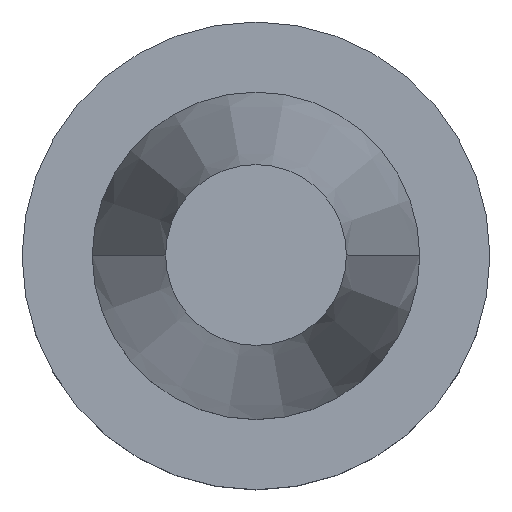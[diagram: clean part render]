
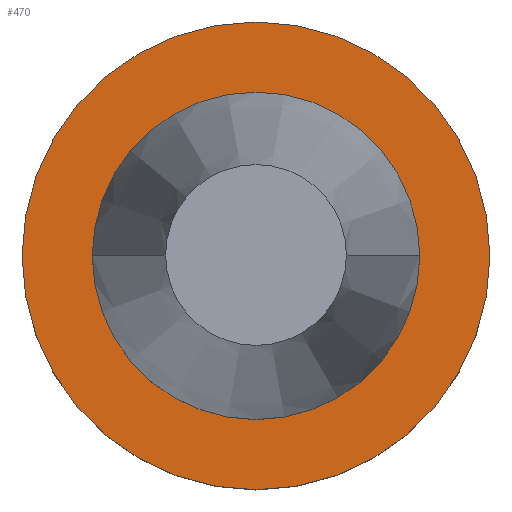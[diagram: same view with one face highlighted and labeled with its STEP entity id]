
A CAD part, top view. The second image highlights one B-rep face of the part: STEP entity #470.
In plain terms, the highlighted planar face has unit normal (0, 0, 1).
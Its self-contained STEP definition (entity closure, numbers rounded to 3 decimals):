
#17 = VERTEX_POINT ( 'NONE', #257 ) ;
#24 = EDGE_CURVE ( 'NONE', #479, #583, #49, .T. ) ;
#49 = CIRCLE ( 'NONE', #612, 22.225 ) ;
#80 = DIRECTION ( 'NONE',  ( 0., 0., 1. ) ) ;
#103 = EDGE_LOOP ( 'NONE', ( #487, #646 ) ) ;
#106 = AXIS2_PLACEMENT_3D ( 'NONE', #122, #303, #131 ) ;
#111 = DIRECTION ( 'NONE',  ( 1., 0., 0. ) ) ;
#122 = CARTESIAN_POINT ( 'NONE',  ( 0., 0., -3.175 ) ) ;
#129 = ORIENTED_EDGE ( 'NONE', *, *, #614, .F. ) ;
#131 = DIRECTION ( 'NONE',  ( 1., 0., 0. ) ) ;
#148 = CARTESIAN_POINT ( 'NONE',  ( 0., 0., -3.175 ) ) ;
#154 = PLANE ( 'NONE',  #547 ) ;
#164 = ORIENTED_EDGE ( 'NONE', *, *, #24, .F. ) ;
#191 = DIRECTION ( 'NONE',  ( 0., 0., 1. ) ) ;
#207 = DIRECTION ( 'NONE',  ( 1., 0., 0. ) ) ;
#209 = DIRECTION ( 'NONE',  ( -1., 0., 0. ) ) ;
#257 = CARTESIAN_POINT ( 'NONE',  ( -31.75, 0., -3.175 ) ) ;
#303 = DIRECTION ( 'NONE',  ( 0., 0., 1. ) ) ;
#362 = EDGE_CURVE ( 'NONE', #763, #17, #638, .T. ) ;
#365 = EDGE_LOOP ( 'NONE', ( #164, #129 ) ) ;
#445 = EDGE_CURVE ( 'NONE', #17, #763, #711, .T. ) ;
#470 = ADVANCED_FACE ( 'NONE', ( #567, #762 ), #154, .F. ) ;
#479 = VERTEX_POINT ( 'NONE', #512 ) ;
#483 = CARTESIAN_POINT ( 'NONE',  ( 0., 0., -3.175 ) ) ;
#487 = ORIENTED_EDGE ( 'NONE', *, *, #362, .T. ) ;
#505 = DIRECTION ( 'NONE',  ( 1., 0., 0. ) ) ;
#511 = AXIS2_PLACEMENT_3D ( 'NONE', #148, #689, #505 ) ;
#512 = CARTESIAN_POINT ( 'NONE',  ( 22.225, 0., -3.175 ) ) ;
#527 = CIRCLE ( 'NONE', #511, 22.225 ) ;
#547 = AXIS2_PLACEMENT_3D ( 'NONE', #702, #754, #209 ) ;
#567 = FACE_BOUND ( 'NONE', #365, .T. ) ;
#583 = VERTEX_POINT ( 'NONE', #696 ) ;
#608 = AXIS2_PLACEMENT_3D ( 'NONE', #483, #191, #111 ) ;
#612 = AXIS2_PLACEMENT_3D ( 'NONE', #673, #80, #207 ) ;
#614 = EDGE_CURVE ( 'NONE', #583, #479, #527, .T. ) ;
#638 = CIRCLE ( 'NONE', #106, 31.75 ) ;
#646 = ORIENTED_EDGE ( 'NONE', *, *, #445, .T. ) ;
#673 = CARTESIAN_POINT ( 'NONE',  ( 0., 0., -3.175 ) ) ;
#689 = DIRECTION ( 'NONE',  ( 0., 0., 1. ) ) ;
#696 = CARTESIAN_POINT ( 'NONE',  ( -22.225, 0., -3.175 ) ) ;
#702 = CARTESIAN_POINT ( 'NONE',  ( 0., 31.75, -3.175 ) ) ;
#705 = CARTESIAN_POINT ( 'NONE',  ( 31.75, 0., -3.175 ) ) ;
#711 = CIRCLE ( 'NONE', #608, 31.75 ) ;
#754 = DIRECTION ( 'NONE',  ( 0., 0., -1. ) ) ;
#762 = FACE_OUTER_BOUND ( 'NONE', #103, .T. ) ;
#763 = VERTEX_POINT ( 'NONE', #705 ) ;
